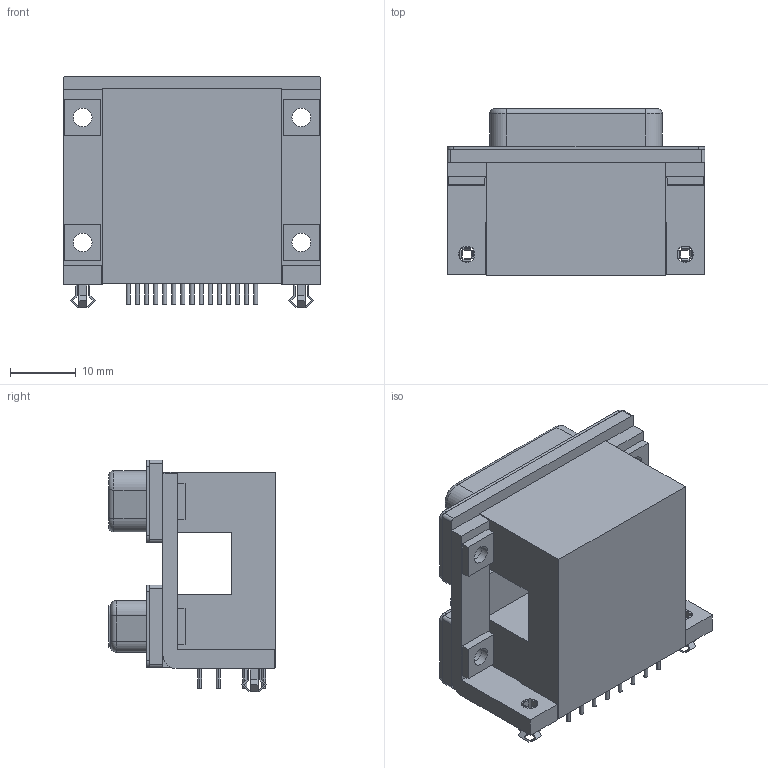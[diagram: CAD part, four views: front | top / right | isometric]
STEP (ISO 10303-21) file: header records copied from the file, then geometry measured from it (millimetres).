
FILE_DESCRIPTION((''),'2;1');
FILE_NAME('TYCO_1-1734282-3.stp','2012-03-15T17:38:23',(''),(''),'Mechanical Desktop 2011','Mechanical Desktop 2011',', , ');
FILE_SCHEMA(('AUTOMOTIVE_DESIGN { 1 2 10303 214 1 1 1 1 }'));
Length unit declared in the file: millimetre
Products named in the file (1): Product
Bounding box: 39.3 x 25.45 x 35.3 mm (x, y, z)
Volume: 16652 mm3; surface area: 13391.9 mm2
Topology: 69 solids, 69 shells, 507 faces, 1128 edges, 729 vertices
Faces by surface type: plane 250, cylinder 168, sphere 30, cone 30, bspline 21, torus 8
Entity records: 14067 total; most frequent: DIRECTION 2532, CARTESIAN_POINT 2398, ORIENTED_EDGE 2196, EDGE_CURVE 1098, AXIS2_PLACEMENT_3D 947, VERTEX_POINT 729, VECTOR 638, LINE 638
